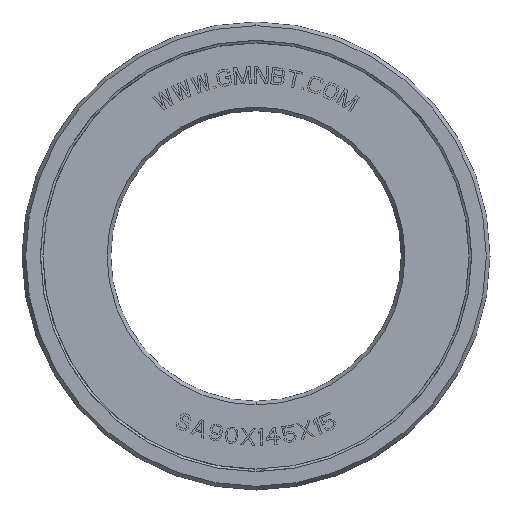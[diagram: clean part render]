
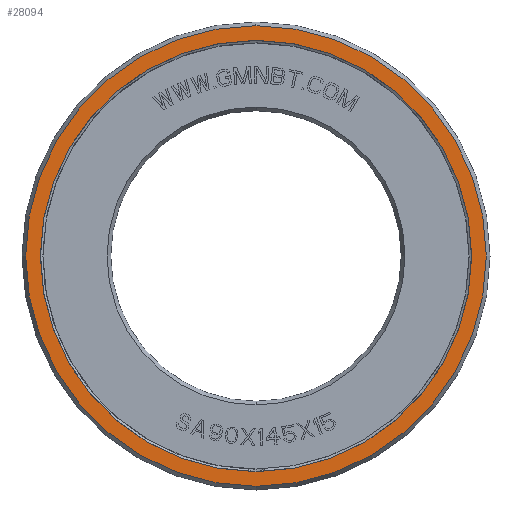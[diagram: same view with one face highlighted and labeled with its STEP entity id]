
A CAD part, front view. The second image highlights one B-rep face of the part: STEP entity #28094.
In plain terms, the highlighted planar face has unit normal (0, -1, 0).
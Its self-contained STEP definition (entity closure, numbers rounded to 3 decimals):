
#26264=CARTESIAN_POINT('',(0.,-7.5,0.));
#26265=DIRECTION('',(0.,-1.,0.));
#26266=DIRECTION('',(0.,0.,-1.));
#26267=AXIS2_PLACEMENT_3D('',#26264,#26265,#26266);
#26279=CARTESIAN_POINT('',(0.,-7.5,0.));
#26280=DIRECTION('',(0.,1.,0.));
#26281=DIRECTION('',(0.,0.,-1.));
#26282=AXIS2_PLACEMENT_3D('',#26279,#26280,#26281);
#27115=CARTESIAN_POINT('',(0.,-7.5,0.));
#27116=DIRECTION('',(0.,1.,0.));
#27117=DIRECTION('',(0.,0.,-1.));
#27118=AXIS2_PLACEMENT_3D('',#27115,#27116,#27117);
#27123=CARTESIAN_POINT('',(0.,-7.5,0.));
#27124=DIRECTION('',(0.,-1.,0.));
#27125=DIRECTION('',(0.,0.,-1.));
#27126=AXIS2_PLACEMENT_3D('',#27123,#27124,#27125);
#27131=CARTESIAN_POINT('',(0.,-7.5,-71.345));
#27133=VERTEX_POINT('',#27131);
#27143=CARTESIAN_POINT('',(0.,-7.5,71.345));
#27145=VERTEX_POINT('',#27143);
#27195=CARTESIAN_POINT('',(0.,-7.5,-66.816));
#27197=VERTEX_POINT('',#27195);
#27202=CARTESIAN_POINT('',(0.,-7.5,66.816));
#27203=VERTEX_POINT('',#27202);
#28081=CARTESIAN_POINT('',(0.,-7.5,0.));
#28082=DIRECTION('',(0.,1.,0.));
#28083=DIRECTION('',(0.,0.,-1.));
#28084=AXIS2_PLACEMENT_3D('',#28081,#28082,#28083);
#28085=PLANE('',#28084);
#28086=ORIENTED_EDGE('',*,*,#27220,.F.);
#28087=ORIENTED_EDGE('',*,*,#27245,.T.);
#28088=EDGE_LOOP('',(#28086,#28087));
#28089=FACE_OUTER_BOUND('',#28088,.F.);
#28090=ORIENTED_EDGE('',*,*,#28067,.F.);
#28091=ORIENTED_EDGE('',*,*,#28049,.T.);
#28092=EDGE_LOOP('',(#28090,#28091));
#28093=FACE_BOUND('',#28092,.F.);
#26268=CIRCLE('',#26267,71.345);
#26283=CIRCLE('',#26282,71.345);
#27119=CIRCLE('',#27118,66.816);
#27127=CIRCLE('',#27126,66.816);
#27220=EDGE_CURVE('',#27133,#27145,#26268,.T.);
#27245=EDGE_CURVE('',#27133,#27145,#26283,.T.);
#28049=EDGE_CURVE('',#27197,#27203,#27127,.T.);
#28067=EDGE_CURVE('',#27197,#27203,#27119,.T.);
#28094=ADVANCED_FACE('',(#28089,#28093),#28085,.F.);
